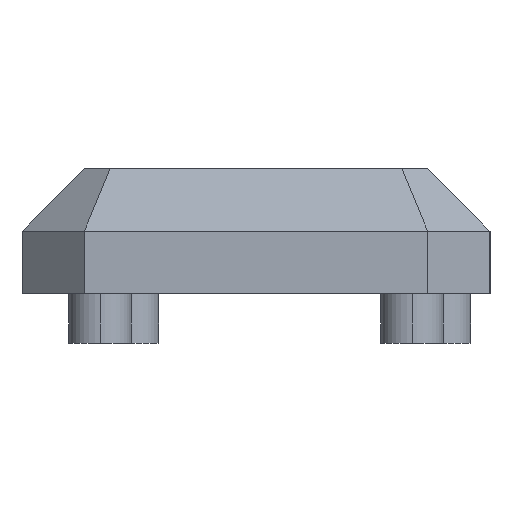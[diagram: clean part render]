
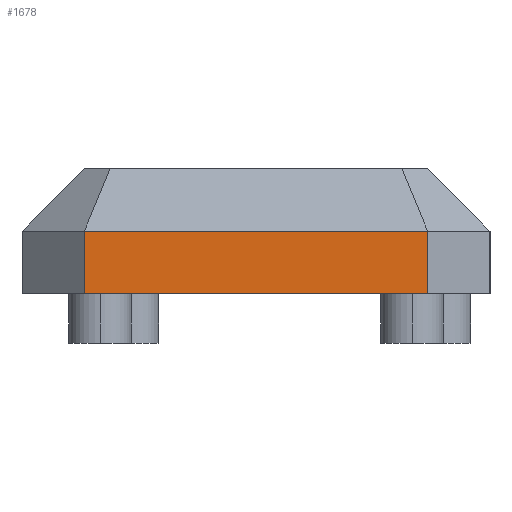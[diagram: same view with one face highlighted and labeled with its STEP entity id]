
A CAD part, left-side view. The second image highlights one B-rep face of the part: STEP entity #1678.
In plain terms, the highlighted planar face has unit normal (-1, 0, 0).
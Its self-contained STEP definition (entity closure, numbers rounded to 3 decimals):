
#32 = CARTESIAN_POINT ( 'NONE',  ( -103.85, 5.5, 2. ) ) ;
#36 = VERTEX_POINT ( 'NONE', #45 ) ;
#45 = CARTESIAN_POINT ( 'NONE',  ( -103.85, -5.5, 2. ) ) ;
#94 = CARTESIAN_POINT ( 'NONE',  ( -103.85, 7.5, 4. ) ) ;
#97 = ORIENTED_EDGE ( 'NONE', *, *, #1329, .T. ) ;
#173 = EDGE_CURVE ( 'NONE', #752, #1708, #1998, .T. ) ;
#260 = CARTESIAN_POINT ( 'NONE',  ( -103.85, 5.5, 4. ) ) ;
#410 = LINE ( 'NONE', #767, #1195 ) ;
#450 = VECTOR ( 'NONE', #773, 1000. ) ;
#612 = DIRECTION ( 'NONE',  ( 0., 0., -1. ) ) ;
#702 = DIRECTION ( 'NONE',  ( 0., 1., 0. ) ) ;
#743 = LINE ( 'NONE', #1400, #1042 ) ;
#752 = VERTEX_POINT ( 'NONE', #1601 ) ;
#767 = CARTESIAN_POINT ( 'NONE',  ( -103.85, 7.5, 0. ) ) ;
#773 = DIRECTION ( 'NONE',  ( 0., 0., -1. ) ) ;
#902 = ORIENTED_EDGE ( 'NONE', *, *, #2093, .T. ) ;
#945 = DIRECTION ( 'NONE',  ( 0., -1., 0. ) ) ;
#996 = ORIENTED_EDGE ( 'NONE', *, *, #173, .T. ) ;
#1042 = VECTOR ( 'NONE', #1920, 1000. ) ;
#1077 = EDGE_CURVE ( 'NONE', #1392, #36, #743, .T. ) ;
#1159 = LINE ( 'NONE', #32, #1730 ) ;
#1195 = VECTOR ( 'NONE', #945, 1000. ) ;
#1267 = CARTESIAN_POINT ( 'NONE',  ( -103.85, 5.5, 0. ) ) ;
#1295 = EDGE_LOOP ( 'NONE', ( #1741, #97, #996, #902 ) ) ;
#1329 = EDGE_CURVE ( 'NONE', #36, #752, #1159, .T. ) ;
#1392 = VERTEX_POINT ( 'NONE', #1860 ) ;
#1400 = CARTESIAN_POINT ( 'NONE',  ( -103.85, -5.5, 4. ) ) ;
#1595 = PLANE ( 'NONE',  #2021 ) ;
#1601 = CARTESIAN_POINT ( 'NONE',  ( -103.85, 5.5, 2. ) ) ;
#1678 = ADVANCED_FACE ( 'NONE', ( #2089 ), #1595, .F. ) ;
#1708 = VERTEX_POINT ( 'NONE', #1267 ) ;
#1730 = VECTOR ( 'NONE', #702, 1000. ) ;
#1741 = ORIENTED_EDGE ( 'NONE', *, *, #1077, .T. ) ;
#1762 = DIRECTION ( 'NONE',  ( 1., 0., 0. ) ) ;
#1860 = CARTESIAN_POINT ( 'NONE',  ( -103.85, -5.5, 0. ) ) ;
#1920 = DIRECTION ( 'NONE',  ( 0., 0., 1. ) ) ;
#1998 = LINE ( 'NONE', #260, #450 ) ;
#2021 = AXIS2_PLACEMENT_3D ( 'NONE', #94, #1762, #612 ) ;
#2089 = FACE_OUTER_BOUND ( 'NONE', #1295, .T. ) ;
#2093 = EDGE_CURVE ( 'NONE', #1708, #1392, #410, .T. ) ;
